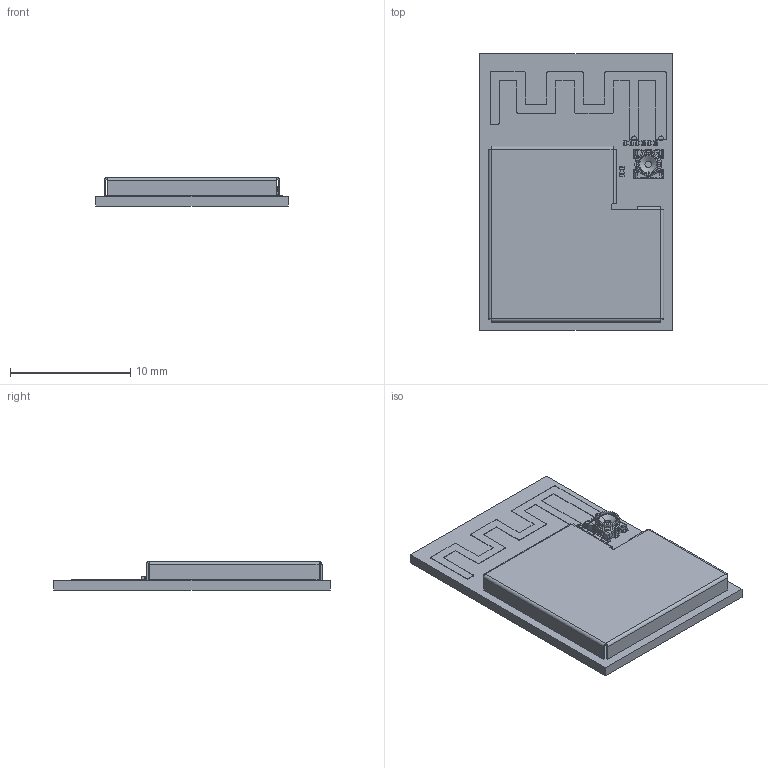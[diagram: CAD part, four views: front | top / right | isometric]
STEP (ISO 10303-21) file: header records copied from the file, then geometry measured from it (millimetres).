
FILE_DESCRIPTION (( 'STEP AP214' ), '1' );
FILE_NAME ('ESP32-PICO-V3_ZERO_20211119.STEP', '2021-11-19T09:31:11', ( '' ), ( '' ), 'SwSTEP 2.0', 'SolidWorks', '' );
FILE_SCHEMA (( 'AUTOMOTIVE_DESIGN' ));
Length unit declared in the file: millimetre
Products named in the file (364): uid__1-398^DesignRootModel_PCB_ESP32-PICO-V3_ZERO_20210918(2)_ESP32-PICO-V3_ZERO_20210918; Submodel-noModelForPart_RECT_0D4X0D8_1745811786^Submodel-RECT_0D4X0D8_1745811786_part_DesignRootModel_PCB_ESP32-PICO-V3_ZERO_20210918(2)_ESP32-PICO-V3_ZERO_20210918; uid__4-20^DesignRootModel_PCB_ESP32-PICO-V3_ZERO_20210918(2)_ESP32-PICO-V3_ZERO_20210918; uid__1-330^DesignRootModel_PCB_ESP32-PICO-V3_ZERO_20210918(2)_ESP32-PICO-V3_ZERO_20210918; Submodel-RECT_0D4X0D8_1745811786_part^DesignRootModel_PCB_ESP32-PICO-V3_ZERO_20210918(2)_ESP32-PICO-V3_ZERO_20210918; Submodel-L0201_part^DesignRootModel_PCB_ESP32-PICO-V3_ZERO_20210918(2)_ESP32-PICO-V3_ZERO_20210918; uid__1-282^DesignRootModel_PCB_ESP32-PICO-V3_ZERO_20210918(2)_ESP32-PICO-V3_ZERO_20210918; Submodel-RECT_0D8X0D8_1700920720_part^DesignRootModel_PCB_ESP32-PICO-V3_ZERO_20210918(2)_ESP32-PICO-V3_ZERO_20210918; uid__1-337^DesignRootModel_PCB_ESP32-PICO-V3_ZERO_20210918(2)_ESP32-PICO-V3_ZERO_20210918; Submodel-noModelForPart_RECT_1D2X1D2_3465220476^Submodel-RECT_1D2X1D2_3465220476_part_DesignRootModel_PCB_ESP32-PICO-V3_ZERO_20210918(2)_ESP32-PICO-V3_ZERO_20210918; uid__1-280^DesignRootModel_PCB_ESP32-PICO-V3_ZERO_20210918(2)_ESP32-PICO-V3_ZERO_20210918; ESP32-PICO-V3_20210301.STEP^Submodel-QFN48E_4P5_7_part_DesignRootModel_PCB_ESP32-PICO-V3_ZERO_20210918(2)_ESP32-PICO-V3_ZERO_20210918; uid__4-193^DesignRootModel_PCB_ESP32-PICO-V3_ZERO_20210918(2)_ESP32-PICO-V3_ZERO_20210918; uid__1-382^DesignRootModel_PCB_ESP32-PICO-V3_ZERO_20210918(2)_ESP32-PICO-V3_ZERO_20210918; uid__1-287^DesignRootModel_PCB_ESP32-PICO-V3_ZERO_20210918(2)_ESP32-PICO-V3_ZERO_20210918; uid__1132560431^DesignRootModel_PCB_ESP32-PICO-V3_ZERO_20210918(2)_ESP32-PICO-V3_ZERO_20210918; uid__4-148^DesignRootModel_PCB_ESP32-PICO-V3_ZERO_20210918(2)_ESP32-PICO-V3_ZERO_20210918; uid__1-322^DesignRootModel_PCB_ESP32-PICO-V3_ZERO_20210918(2)_ESP32-PICO-V3_ZERO_20210918; uid__1-233^DesignRootModel_PCB_ESP32-PICO-V3_ZERO_20210918(2)_ESP32-PICO-V3_ZERO_20210918; SOD882.step^Submodel-SOD882_part_DesignRootModel_PCB_ESP32-PICO-V3_ZERO_20210918(2)_ESP32-PICO-V3_ZERO_20210918; uid__1-312^DesignRootModel_PCB_ESP32-PICO-V3_ZERO_20210918(2)_ESP32-PICO-V3_ZERO_20210918; uid__1-379^DesignRootModel_PCB_ESP32-PICO-V3_ZERO_20210918(2)_ESP32-PICO-V3_ZERO_20210918; uid__1-309^DesignRootModel_PCB_ESP32-PICO-V3_ZERO_20210918(2)_ESP32-PICO-V3_ZERO_20210918; uid__1-255^DesignRootModel_PCB_ESP32-PICO-V3_ZERO_20210918(2)_ESP32-PICO-V3_ZERO_20210918; uid__1-365^DesignRootModel_PCB_ESP32-PICO-V3_ZERO_20210918(2)_ESP32-PICO-V3_ZERO_20210918; uid__1-223^DesignRootModel_PCB_ESP32-PICO-V3_ZERO_20210918(2)_ESP32-PICO-V3_ZERO_20210918; placementOutline-1^Submodel-noModelForPart_RECT_1D2X1D2_3465220476_Submodel-RECT_1D2X1D2_3465220476_part_DesignRootModel_PCB_ESP32-PICO-V3_ZERO_20210918(2)_ESP32-PICO-V3_ZERO_20210918; uid__4-209^DesignRootModel_PCB_ESP32-PICO-V3_ZERO_20210918(2)_ESP32-PICO-V3_ZERO_20210918; uid__4-15^DesignRootModel_PCB_ESP32-PICO-V3_ZERO_20210918(2)_ESP32-PICO-V3_ZERO_20210918; uid__4-207^DesignRootModel_PCB_ESP32-PICO-V3_ZERO_20210918(2)_ESP32-PICO-V3_ZERO_20210918; uid__1-355^DesignRootModel_PCB_ESP32-PICO-V3_ZERO_20210918(2)_ESP32-PICO-V3_ZERO_20210918; Submodel-MHF_SW23_part^DesignRootModel_PCB_ESP32-PICO-V3_ZERO_20210918(2)_ESP32-PICO-V3_ZERO_20210918; SOD882.step^SOD882.step_Submodel-SOD882_part_DesignRootModel_PCB_ESP32-PICO-V3_ZERO_20210918(2)_ESP32-PICO-V3_ZERO_20210918; 20549-001EC ASSY STEP R6 for ALL.STEP^20549-001EC ASSY STEP R6 for ALL.STEP_Submodel-MHF_SW23_part_DesignRootModel_PCB_ESP32-PICO-V3_ZERO_20210918(2)_ESP32-PICO-V3_ZERO_20210918; uid__4-93^DesignRootModel_PCB_ESP32-PICO-V3_ZERO_20210918(2)_ESP32-PICO-V3_ZERO_20210918; uid__4-73^DesignRootModel_PCB_ESP32-PICO-V3_ZERO_20210918(2)_ESP32-PICO-V3_ZERO_20210918; Submodel-C0402_part^DesignRootModel_PCB_ESP32-PICO-V3_ZERO_20210918(2)_ESP32-PICO-V3_ZERO_20210918; uid__4-204^DesignRootModel_PCB_ESP32-PICO-V3_ZERO_20210918(2)_ESP32-PICO-V3_ZERO_20210918; uid__1-359^DesignRootModel_PCB_ESP32-PICO-V3_ZERO_20210918(2)_ESP32-PICO-V3_ZERO_20210918; uid__4-11^DesignRootModel_PCB_ESP32-PICO-V3_ZERO_20210918(2)_ESP32-PICO-V3_ZERO_20210918 ...
Assembly tree (444 placements, depth 6):
  ESP32-PICO-V3_ZERO_20211119
    PCB_ESP32-PICO-V3_ZERO_20210918(2)^ESP32-PICO-V3_ZERO_20210918
      DesignRootModel^PCB_ESP32-PICO-V3_ZERO_20210918(2)_ESP32-PICO-V3_ZERO_20210918
        Submodel-RECT_0D4X0D8_1745811786_part^DesignRootModel_PCB_ESP32-PICO-V3_ZERO_20210918(2)_ESP32-PICO-V3_ZERO_20210918
          Submodel-noModelForPart_RECT_0D4X0D8_1745811786^Submodel-RECT_0D4X0D8_1745811786_part_DesignRootModel_PCB_ESP32-PICO-V3_ZERO_20210918(2)_ESP32-PICO-V3_ZERO_20210918
            placementOutline^Submodel-noModelForPart_RECT_0D4X0D8_1745811786_Submodel-RECT_0D4X0D8_1745811786_part_DesignRootModel_PCB_ESP32-PICO-V3_ZERO_20210918(2)_ESP32-PICO-V3_ZERO_20210918
        Submodel-RECT_0D4X0D8_1745811786_part^DesignRootModel_PCB_ESP32-PICO-V3_ZERO_20210918(2)_ESP32-PICO-V3_ZERO_20210918
          Submodel-noModelForPart_RECT_0D4X0D8_1745811786^Submodel-RECT_0D4X0D8_1745811786_part_DesignRootModel_PCB_ESP32-PICO-V3_ZERO_20210918(2)_ESP32-PICO-V3_ZERO_20210918
            placementOutline^Submodel-noModelForPart_RECT_0D4X0D8_1745811786_Submodel-RECT_0D4X0D8_1745811786_part_DesignRootModel_PCB_ESP32-PICO-V3_ZERO_20210918(2)_ESP32-PICO-V3_ZERO_20210918
        Submodel-MHF_SW23_part^DesignRootModel_PCB_ESP32-PICO-V3_ZERO_20210918(2)_ESP32-PICO-V3_ZERO_20210918
          20549-001EC ASSY STEP R6 for ALL.STEP^Submodel-MHF_SW23_part_DesignRootModel_PCB_ESP32-PICO-V3_ZERO_20210918(2)_ESP32-PICO-V3_ZERO_20210918
            20549-001EC ASSY STEP R6 for ALL.STEP^20549-001EC ASSY STEP R6 for ALL.STEP_Submodel-MHF_SW23_part_DesignRootModel_PCB_ESP32-PICO-V3_ZERO_20210918(2)_ESP32-PICO-V3_ZERO_20210918
        Submodel-RECT_0D4X0D8_1745811786_part^DesignRootModel_PCB_ESP32-PICO-V3_ZERO_20210918(2)_ESP32-PICO-V3_ZERO_20210918
          Submodel-noModelForPart_RECT_0D4X0D8_1745811786^Submodel-RECT_0D4X0D8_1745811786_part_DesignRootModel_PCB_ESP32-PICO-V3_ZERO_20210918(2)_ESP32-PICO-V3_ZERO_20210918
            placementOutline^Submodel-noModelForPart_RECT_0D4X0D8_1745811786_Submodel-RECT_0D4X0D8_1745811786_part_DesignRootModel_PCB_ESP32-PICO-V3_ZERO_20210918(2)_ESP32-PICO-V3_ZERO_20210918
        Submodel-MINI_ANT_TYPEB_1501846164_part^DesignRootModel_PCB_ESP32-PICO-V3_ZERO_20210918(2)_ESP32-PICO-V3_ZERO_20210918
          trace_1^Submodel-MINI_ANT_TYPEB_1501846164_part_DesignRootModel_PCB_ESP32-PICO-V3_ZERO_20210918(2)_ESP32-PICO-V3_ZERO_20210918
        Submodel-RECT_0D4X0D8_1745811786_part^DesignRootModel_PCB_ESP32-PICO-V3_ZERO_20210918(2)_ESP32-PICO-V3_ZERO_20210918
          Submodel-noModelForPart_RECT_0D4X0D8_1745811786^Submodel-RECT_0D4X0D8_1745811786_part_DesignRootModel_PCB_ESP32-PICO-V3_ZERO_20210918(2)_ESP32-PICO-V3_ZERO_20210918
            placementOutline^Submodel-noModelForPart_RECT_0D4X0D8_1745811786_Submodel-RECT_0D4X0D8_1745811786_part_DesignRootModel_PCB_ESP32-PICO-V3_ZERO_20210918(2)_ESP32-PICO-V3_ZERO_20210918
        Submodel-RECT_0D4X0D8_1745811786_part^DesignRootModel_PCB_ESP32-PICO-V3_ZERO_20210918(2)_ESP32-PICO-V3_ZERO_20210918
          Submodel-noModelForPart_RECT_0D4X0D8_1745811786^Submodel-RECT_0D4X0D8_1745811786_part_DesignRootModel_PCB_ESP32-PICO-V3_ZERO_20210918(2)_ESP32-PICO-V3_ZERO_20210918
            placementOutline^Submodel-noModelForPart_RECT_0D4X0D8_1745811786_Submodel-RECT_0D4X0D8_1745811786_part_DesignRootModel_PCB_ESP32-PICO-V3_ZERO_20210918(2)_ESP32-PICO-V3_ZERO_20210918
        Submodel-RECT_1D2X1D2_3465220476_part^DesignRootModel_PCB_ESP32-PICO-V3_ZERO_20210918(2)_ESP32-PICO-V3_ZERO_20210918
          Submodel-noModelForPart_RECT_1D2X1D2_3465220476^Submodel-RECT_1D2X1D2_3465220476_part_DesignRootModel_PCB_ESP32-PICO-V3_ZERO_20210918(2)_ESP32-PICO-V3_ZERO_20210918
            placementOutline-1^Submodel-noModelForPart_RECT_1D2X1D2_3465220476_Submodel-RECT_1D2X1D2_3465220476_part_DesignRootModel_PCB_ESP32-PICO-V3_ZERO_20210918(2)_ESP32-PICO-V3_ZERO_20210918
        Submodel-RECT_1D2X1D2_3465220476_part^DesignRootModel_PCB_ESP32-PICO-V3_ZERO_20210918(2)_ESP32-PICO-V3_ZERO_20210918
          Submodel-noModelForPart_RECT_1D2X1D2_3465220476^Submodel-RECT_1D2X1D2_3465220476_part_DesignRootModel_PCB_ESP32-PICO-V3_ZERO_20210918(2)_ESP32-PICO-V3_ZERO_20210918
            placementOutline-1^Submodel-noModelForPart_RECT_1D2X1D2_3465220476_Submodel-RECT_1D2X1D2_3465220476_part_DesignRootModel_PCB_ESP32-PICO-V3_ZERO_20210918(2)_ESP32-PICO-V3_ZERO_20210918
        Submodel-RECT_1D2X1D2_3465220476_part^DesignRootModel_PCB_ESP32-PICO-V3_ZERO_20210918(2)_ESP32-PICO-V3_ZERO_20210918
          Submodel-noModelForPart_RECT_1D2X1D2_3465220476^Submodel-RECT_1D2X1D2_3465220476_part_DesignRootModel_PCB_ESP32-PICO-V3_ZERO_20210918(2)_ESP32-PICO-V3_ZERO_20210918
            placementOutline-1^Submodel-noModelForPart_RECT_1D2X1D2_3465220476_Submodel-RECT_1D2X1D2_3465220476_part_DesignRootModel_PCB_ESP32-PICO-V3_ZERO_20210918(2)_ESP32-PICO-V3_ZERO_20210918
        Submodel-RECT_1D2X1D2_3465220476_part^DesignRootModel_PCB_ESP32-PICO-V3_ZERO_20210918(2)_ESP32-PICO-V3_ZERO_20210918
          Submodel-noModelForPart_RECT_1D2X1D2_3465220476^Submodel-RECT_1D2X1D2_3465220476_part_DesignRootModel_PCB_ESP32-PICO-V3_ZERO_20210918(2)_ESP32-PICO-V3_ZERO_20210918
            placementOutline-1^Submodel-noModelForPart_RECT_1D2X1D2_3465220476_Submodel-RECT_1D2X1D2_3465220476_part_DesignRootModel_PCB_ESP32-PICO-V3_ZERO_20210918(2)_ESP32-PICO-V3_ZERO_20210918
        Submodel-RECT_1D2X1D2_3465220476_part^DesignRootModel_PCB_ESP32-PICO-V3_ZERO_20210918(2)_ESP32-PICO-V3_ZERO_20210918
          Submodel-noModelForPart_RECT_1D2X1D2_3465220476^Submodel-RECT_1D2X1D2_3465220476_part_DesignRootModel_PCB_ESP32-PICO-V3_ZERO_20210918(2)_ESP32-PICO-V3_ZERO_20210918
            placementOutline-1^Submodel-noModelForPart_RECT_1D2X1D2_3465220476_Submodel-RECT_1D2X1D2_3465220476_part_DesignRootModel_PCB_ESP32-PICO-V3_ZERO_20210918(2)_ESP32-PICO-V3_ZERO_20210918
        Submodel-RECT_1D2X1D2_3465220476_part^DesignRootModel_PCB_ESP32-PICO-V3_ZERO_20210918(2)_ESP32-PICO-V3_ZERO_20210918
          Submodel-noModelForPart_RECT_1D2X1D2_3465220476^Submodel-RECT_1D2X1D2_3465220476_part_DesignRootModel_PCB_ESP32-PICO-V3_ZERO_20210918(2)_ESP32-PICO-V3_ZERO_20210918
            placementOutline-1^Submodel-noModelForPart_RECT_1D2X1D2_3465220476_Submodel-RECT_1D2X1D2_3465220476_part_DesignRootModel_PCB_ESP32-PICO-V3_ZERO_20210918(2)_ESP32-PICO-V3_ZERO_20210918
        Submodel-RECT_0D4X0D8_1745811786_part^DesignRootModel_PCB_ESP32-PICO-V3_ZERO_20210918(2)_ESP32-PICO-V3_ZERO_20210918
          Submodel-noModelForPart_RECT_0D4X0D8_1745811786^Submodel-RECT_0D4X0D8_1745811786_part_DesignRootModel_PCB_ESP32-PICO-V3_ZERO_20210918(2)_ESP32-PICO-V3_ZERO_20210918
            placementOutline^Submodel-noModelForPart_RECT_0D4X0D8_1745811786_Submodel-RECT_0D4X0D8_1745811786_part_DesignRootModel_PCB_ESP32-PICO-V3_ZERO_20210918(2)_ESP32-PICO-V3_ZERO_20210918
        Submodel-RECT_0D8X0D8_1700920720_part^DesignRootModel_PCB_ESP32-PICO-V3_ZERO_20210918(2)_ESP32-PICO-V3_ZERO_20210918
          Submodel-noModelForPart_RECT_0D8X0D8_1700920720^Submodel-RECT_0D8X0D8_1700920720_part_DesignRootModel_PCB_ESP32-PICO-V3_ZERO_20210918(2)_ESP32-PICO-V3_ZERO_20210918
            placementOutline-3^Submodel-noModelForPart_RECT_0D8X0D8_1700920720_Submodel-RECT_0D8X0D8_1700920720_part_DesignRootModel_PCB_ESP32-PICO-V3_ZERO_20210918(2)_ESP32-PICO-V3_ZERO_20210918
        Submodel-RECT_0D8X0D8_1700920720_part^DesignRootModel_PCB_ESP32-PICO-V3_ZERO_20210918(2)_ESP32-PICO-V3_ZERO_20210918
          Submodel-noModelForPart_RECT_0D8X0D8_1700920720^Submodel-RECT_0D8X0D8_1700920720_part_DesignRootModel_PCB_ESP32-PICO-V3_ZERO_20210918(2)_ESP32-PICO-V3_ZERO_20210918
            placementOutline-3^Submodel-noModelForPart_RECT_0D8X0D8_1700920720_Submodel-RECT_0D8X0D8_1700920720_part_DesignRootModel_PCB_ESP32-PICO-V3_ZERO_20210918(2)_ESP32-PICO-V3_ZERO_20210918
        Submodel-RECT_0D8X0D8_1700920720_part^DesignRootModel_PCB_ESP32-PICO-V3_ZERO_20210918(2)_ESP32-PICO-V3_ZERO_20210918
          Submodel-noModelForPart_RECT_0D8X0D8_1700920720^Submodel-RECT_0D8X0D8_1700920720_part_DesignRootModel_PCB_ESP32-PICO-V3_ZERO_20210918(2)_ESP32-PICO-V3_ZERO_20210918
            placementOutline-3^Submodel-noModelForPart_RECT_0D8X0D8_1700920720_Submodel-RECT_0D8X0D8_1700920720_part_DesignRootModel_PCB_ESP32-PICO-V3_ZERO_20210918(2)_ESP32-PICO-V3_ZERO_20210918
        Submodel-RECT_0D8X0D8_1700920720_part^DesignRootModel_PCB_ESP32-PICO-V3_ZERO_20210918(2)_ESP32-PICO-V3_ZERO_20210918
          Submodel-noModelForPart_RECT_0D8X0D8_1700920720^Submodel-RECT_0D8X0D8_1700920720_part_DesignRootModel_PCB_ESP32-PICO-V3_ZERO_20210918(2)_ESP32-PICO-V3_ZERO_20210918
            placementOutline-3^Submodel-noModelForPart_RECT_0D8X0D8_1700920720_Submodel-RECT_0D8X0D8_1700920720_part_DesignRootModel_PCB_ESP32-PICO-V3_ZERO_20210918(2)_ESP32-PICO-V3_ZERO_20210918
        Submodel-RECT_0D4X0D8_1745811786_part^DesignRootModel_PCB_ESP32-PICO-V3_ZERO_20210918(2)_ESP32-PICO-V3_ZERO_20210918
          Submodel-noModelForPart_RECT_0D4X0D8_1745811786^Submodel-RECT_0D4X0D8_1745811786_part_DesignRootModel_PCB_ESP32-PICO-V3_ZERO_20210918(2)_ESP32-PICO-V3_ZERO_20210918
            placementOutline^Submodel-noModelForPart_RECT_0D4X0D8_1745811786_Submodel-RECT_0D4X0D8_1745811786_part_DesignRootModel_PCB_ESP32-PICO-V3_ZERO_20210918(2)_ESP32-PICO-V3_ZERO_20210918
        Submodel-RECT_0D4X0D8_1745811786_part^DesignRootModel_PCB_ESP32-PICO-V3_ZERO_20210918(2)_ESP32-PICO-V3_ZERO_20210918
Bounding box: 16 x 23 x 2.4 mm (x, y, z)
Volume: 400 mm3; surface area: 1856.3 mm2
Topology: 314 solids, 314 shells, 3259 faces, 7391 edges, 4756 vertices
Faces by surface type: plane 2713, cylinder 369, sphere 80, bspline 66, cone 21, torus 10
Entity records: 86345 total; most frequent: CARTESIAN_POINT 17366, DIRECTION 11951, ORIENTED_EDGE 11182, EDGE_CURVE 5591, VECTOR 4965, LINE 4965, VERTEX_POINT 3668, AXIS2_PLACEMENT_3D 3493
